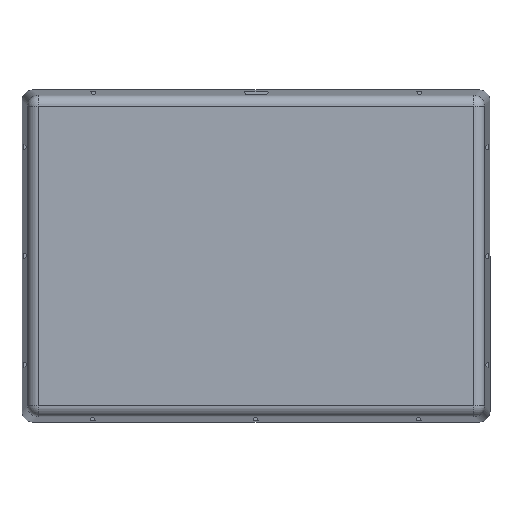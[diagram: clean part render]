
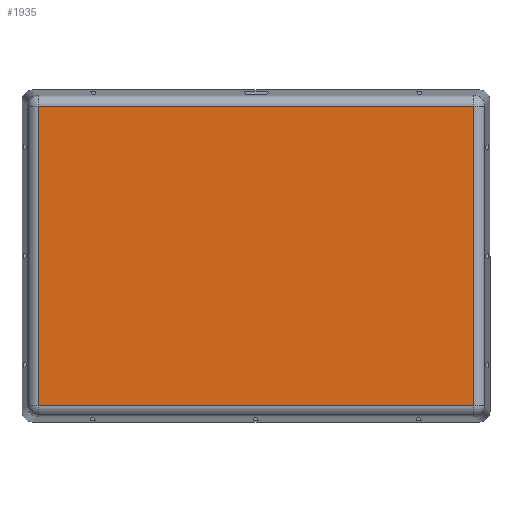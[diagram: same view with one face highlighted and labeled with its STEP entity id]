
A CAD part, front view. The second image highlights one B-rep face of the part: STEP entity #1935.
In plain terms, the highlighted planar face has unit normal (0, -1, 0).
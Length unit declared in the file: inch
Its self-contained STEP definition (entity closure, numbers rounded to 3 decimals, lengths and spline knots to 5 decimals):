
#142 = DIRECTION ( 'NONE',  ( 0., 0., 1. ) ) ;
#248 = CARTESIAN_POINT ( 'NONE',  ( 4.00504, -3.06, -2.75504 ) ) ;
#605 = EDGE_CURVE ( 'NONE', #1958, #2935, #3808, .T. ) ;
#679 = CARTESIAN_POINT ( 'NONE',  ( 4.00504, -3.06, -2.74422 ) ) ;
#726 = DIRECTION ( 'NONE',  ( 0., 0., -1. ) ) ;
#824 = AXIS2_PLACEMENT_3D ( 'NONE', #3369, #3630, #142 ) ;
#1485 = EDGE_CURVE ( 'NONE', #2935, #1945, #3082, .T. ) ;
#1637 = VECTOR ( 'NONE', #1725, 39.37008 ) ;
#1725 = DIRECTION ( 'NONE',  ( 0., 0., 1. ) ) ;
#1921 = EDGE_CURVE ( 'NONE', #1945, #2378, #2741, .T. ) ;
#1935 = ADVANCED_FACE ( 'NONE', ( #3349 ), #2908, .F. ) ;
#1945 = VERTEX_POINT ( 'NONE', #248 ) ;
#1958 = VERTEX_POINT ( 'NONE', #3210 ) ;
#2109 = ORIENTED_EDGE ( 'NONE', *, *, #605, .F. ) ;
#2127 = DIRECTION ( 'NONE',  ( 1., 0., 0. ) ) ;
#2133 = CARTESIAN_POINT ( 'NONE',  ( 3.99422, -3.06, 2.75504 ) ) ;
#2137 = ORIENTED_EDGE ( 'NONE', *, *, #1921, .F. ) ;
#2332 = CARTESIAN_POINT ( 'NONE',  ( -4.00504, -3.06, -2.74422 ) ) ;
#2378 = VERTEX_POINT ( 'NONE', #2852 ) ;
#2384 = DIRECTION ( 'NONE',  ( -1., 0., 0. ) ) ;
#2428 = LINE ( 'NONE', #2332, #1637 ) ;
#2649 = VECTOR ( 'NONE', #2384, 39.37008 ) ;
#2741 = LINE ( 'NONE', #3280, #2649 ) ;
#2759 = ORIENTED_EDGE ( 'NONE', *, *, #1485, .F. ) ;
#2852 = CARTESIAN_POINT ( 'NONE',  ( -4.00504, -3.06, -2.75504 ) ) ;
#2908 = PLANE ( 'NONE',  #824 ) ;
#2935 = VERTEX_POINT ( 'NONE', #3793 ) ;
#3034 = VECTOR ( 'NONE', #2127, 39.37008 ) ;
#3082 = LINE ( 'NONE', #679, #3158 ) ;
#3158 = VECTOR ( 'NONE', #726, 39.37008 ) ;
#3210 = CARTESIAN_POINT ( 'NONE',  ( -4.00504, -3.06, 2.75504 ) ) ;
#3280 = CARTESIAN_POINT ( 'NONE',  ( 3.99422, -3.06, -2.75504 ) ) ;
#3349 = FACE_OUTER_BOUND ( 'NONE', #3459, .T. ) ;
#3369 = CARTESIAN_POINT ( 'NONE',  ( 3.99422, -3.06, -2.74422 ) ) ;
#3414 = ORIENTED_EDGE ( 'NONE', *, *, #3749, .F. ) ;
#3459 = EDGE_LOOP ( 'NONE', ( #2137, #2759, #2109, #3414 ) ) ;
#3630 = DIRECTION ( 'NONE',  ( 0., 1., 0. ) ) ;
#3749 = EDGE_CURVE ( 'NONE', #2378, #1958, #2428, .T. ) ;
#3793 = CARTESIAN_POINT ( 'NONE',  ( 4.00504, -3.06, 2.75504 ) ) ;
#3808 = LINE ( 'NONE', #2133, #3034 ) ;
